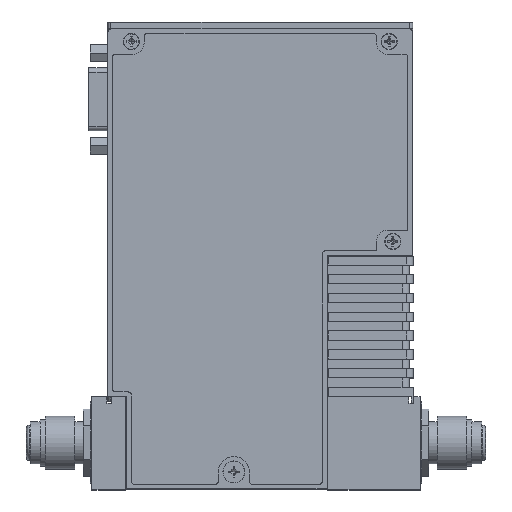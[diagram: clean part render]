
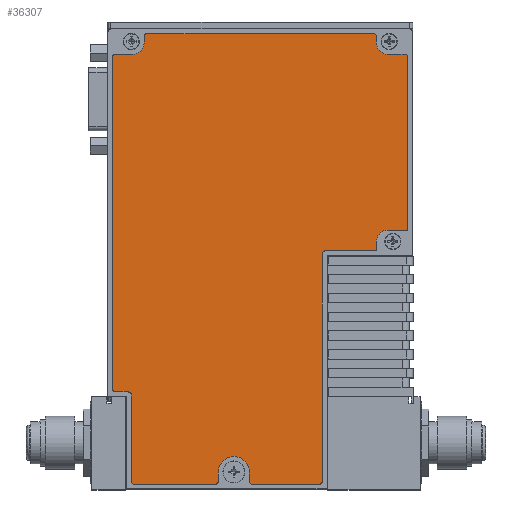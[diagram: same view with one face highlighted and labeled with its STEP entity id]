
A CAD part, top view. The second image highlights one B-rep face of the part: STEP entity #36307.
In plain terms, the highlighted planar face has unit normal (0, 0, 1).
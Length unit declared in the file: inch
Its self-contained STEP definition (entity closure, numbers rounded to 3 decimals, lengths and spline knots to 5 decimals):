
#35309=DIRECTION('',(1.,0.,0.));
#35310=VECTOR('',#35309,0.215);
#35311=CARTESIAN_POINT('',(2.925,2.7,0.004));
#35312=LINE('',#35311,#35310);
#35325=DIRECTION('',(0.,1.,0.));
#35326=VECTOR('',#35325,0.1);
#35327=CARTESIAN_POINT('',(2.805,2.48,0.004));
#35328=LINE('',#35327,#35326);
#35333=DIRECTION('',(1.,0.,0.));
#35334=VECTOR('',#35333,0.543);
#35335=CARTESIAN_POINT('',(2.262,2.48,0.004));
#35336=LINE('',#35335,#35334);
#35365=DIRECTION('',(0.,-1.,0.));
#35366=VECTOR('',#35365,0.1);
#35367=CARTESIAN_POINT('',(1.455,0.13,0.004));
#35368=LINE('',#35367,#35366);
#35437=DIRECTION('',(-1.,0.,0.));
#35438=VECTOR('',#35437,0.185);
#35439=CARTESIAN_POINT('',(0.215,4.57,0.004));
#35440=LINE('',#35439,#35438);
#35473=DIRECTION('',(0.,1.,0.));
#35474=VECTOR('',#35473,0.07);
#35475=CARTESIAN_POINT('',(2.805,4.69,0.004));
#35476=LINE('',#35475,#35474);
#35501=CARTESIAN_POINT('',(2.925,2.58,0.004));
#35502=DIRECTION('',(0.,0.,1.));
#35503=DIRECTION('',(0.,1.,0.));
#35504=AXIS2_PLACEMENT_3D('',#35501,#35502,#35503);
#35506=CARTESIAN_POINT('',(2.262,2.448,0.004));
#35507=DIRECTION('',(0.,0.,1.));
#35508=DIRECTION('',(0.,1.,0.));
#35509=AXIS2_PLACEMENT_3D('',#35506,#35507,#35508);
#35511=DIRECTION('',(0.,-1.,0.));
#35512=VECTOR('',#35511,2.418);
#35513=CARTESIAN_POINT('',(2.23,2.448,0.004));
#35514=LINE('',#35513,#35512);
#35515=CARTESIAN_POINT('',(2.2,0.03,0.004));
#35516=DIRECTION('',(0.,0.,-1.));
#35517=DIRECTION('',(1.,0.,0.));
#35518=AXIS2_PLACEMENT_3D('',#35515,#35516,#35517);
#35520=DIRECTION('',(-1.,0.,0.));
#35521=VECTOR('',#35520,0.715);
#35522=CARTESIAN_POINT('',(2.2,0.,0.004));
#35523=LINE('',#35522,#35521);
#35524=CARTESIAN_POINT('',(1.485,0.03,0.004));
#35525=DIRECTION('',(0.,0.,-1.));
#35526=DIRECTION('',(0.,-1.,0.));
#35527=AXIS2_PLACEMENT_3D('',#35524,#35525,#35526);
#35529=CARTESIAN_POINT('',(1.29,0.13,0.004));
#35530=DIRECTION('',(0.,0.,1.));
#35531=DIRECTION('',(1.,0.,0.));
#35532=AXIS2_PLACEMENT_3D('',#35529,#35530,#35531);
#35534=DIRECTION('',(0.,-1.,0.));
#35535=VECTOR('',#35534,0.1);
#35536=CARTESIAN_POINT('',(1.125,0.13,0.004));
#35537=LINE('',#35536,#35535);
#35538=CARTESIAN_POINT('',(1.095,0.03,0.004));
#35539=DIRECTION('',(0.,0.,-1.));
#35540=DIRECTION('',(1.,0.,0.));
#35541=AXIS2_PLACEMENT_3D('',#35538,#35539,#35540);
#35543=DIRECTION('',(-1.,0.,0.));
#35544=VECTOR('',#35543,0.865);
#35545=CARTESIAN_POINT('',(1.095,0.,0.004));
#35546=LINE('',#35545,#35544);
#35547=CARTESIAN_POINT('',(0.23,0.03,0.004));
#35548=DIRECTION('',(0.,0.,-1.));
#35549=DIRECTION('',(0.,-1.,0.));
#35550=AXIS2_PLACEMENT_3D('',#35547,#35548,#35549);
#35552=DIRECTION('',(0.,1.,0.));
#35553=VECTOR('',#35552,0.918);
#35554=CARTESIAN_POINT('',(0.2,0.03,0.004));
#35555=LINE('',#35554,#35553);
#35556=CARTESIAN_POINT('',(0.168,0.948,0.004));
#35557=DIRECTION('',(0.,0.,1.));
#35558=DIRECTION('',(1.,0.,0.));
#35559=AXIS2_PLACEMENT_3D('',#35556,#35557,#35558);
#35561=DIRECTION('',(-1.,0.,0.));
#35562=VECTOR('',#35561,0.138);
#35563=CARTESIAN_POINT('',(0.168,0.98,0.004));
#35564=LINE('',#35563,#35562);
#35565=CARTESIAN_POINT('',(0.03,1.01,0.004));
#35566=DIRECTION('',(0.,0.,-1.));
#35567=DIRECTION('',(0.,-1.,0.));
#35568=AXIS2_PLACEMENT_3D('',#35565,#35566,#35567);
#35570=DIRECTION('',(0.,1.,0.));
#35571=VECTOR('',#35570,3.53);
#35572=CARTESIAN_POINT('',(0.,1.01,0.004));
#35573=LINE('',#35572,#35571);
#35574=CARTESIAN_POINT('',(0.03,4.54,0.004));
#35575=DIRECTION('',(0.,0.,-1.));
#35576=DIRECTION('',(-1.,0.,0.));
#35577=AXIS2_PLACEMENT_3D('',#35574,#35575,#35576);
#35579=CARTESIAN_POINT('',(0.215,4.69,0.004));
#35580=DIRECTION('',(0.,0.,1.));
#35581=DIRECTION('',(0.,-1.,0.));
#35582=AXIS2_PLACEMENT_3D('',#35579,#35580,#35581);
#35584=DIRECTION('',(0.,1.,0.));
#35585=VECTOR('',#35584,0.07);
#35586=CARTESIAN_POINT('',(0.335,4.69,0.004));
#35587=LINE('',#35586,#35585);
#35588=CARTESIAN_POINT('',(0.365,4.76,0.004));
#35589=DIRECTION('',(0.,0.,-1.));
#35590=DIRECTION('',(-1.,0.,0.));
#35591=AXIS2_PLACEMENT_3D('',#35588,#35589,#35590);
#35593=DIRECTION('',(1.,0.,0.));
#35594=VECTOR('',#35593,2.41);
#35595=CARTESIAN_POINT('',(0.365,4.79,0.004));
#35596=LINE('',#35595,#35594);
#35597=CARTESIAN_POINT('',(2.775,4.76,0.004));
#35598=DIRECTION('',(0.,0.,-1.));
#35599=DIRECTION('',(0.,1.,0.));
#35600=AXIS2_PLACEMENT_3D('',#35597,#35598,#35599);
#35602=CARTESIAN_POINT('',(2.925,4.69,0.004));
#35603=DIRECTION('',(0.,0.,1.));
#35604=DIRECTION('',(-1.,0.,0.));
#35605=AXIS2_PLACEMENT_3D('',#35602,#35603,#35604);
#35607=DIRECTION('',(1.,0.,0.));
#35608=VECTOR('',#35607,0.185);
#35609=CARTESIAN_POINT('',(2.925,4.57,0.004));
#35610=LINE('',#35609,#35608);
#35611=CARTESIAN_POINT('',(3.11,4.54,0.004));
#35612=DIRECTION('',(0.,0.,-1.));
#35613=DIRECTION('',(0.,1.,0.));
#35614=AXIS2_PLACEMENT_3D('',#35611,#35612,#35613);
#35616=DIRECTION('',(0.,-1.,0.));
#35617=VECTOR('',#35616,1.84);
#35618=CARTESIAN_POINT('',(3.14,4.54,0.004));
#35619=LINE('',#35618,#35617);
#35684=CARTESIAN_POINT('',(2.925,2.7,0.004));
#35685=VERTEX_POINT('',#35684);
#35686=CARTESIAN_POINT('',(3.14,2.7,0.004));
#35687=VERTEX_POINT('',#35686);
#35688=CARTESIAN_POINT('',(2.805,2.58,0.004));
#35689=VERTEX_POINT('',#35688);
#35690=CARTESIAN_POINT('',(2.805,2.48,0.004));
#35691=VERTEX_POINT('',#35690);
#35692=CARTESIAN_POINT('',(2.262,2.48,0.004));
#35693=VERTEX_POINT('',#35692);
#35694=CARTESIAN_POINT('',(2.23,2.448,0.004));
#35695=VERTEX_POINT('',#35694);
#35696=CARTESIAN_POINT('',(2.23,0.03,0.004));
#35697=VERTEX_POINT('',#35696);
#35698=CARTESIAN_POINT('',(2.2,0.,0.004));
#35699=VERTEX_POINT('',#35698);
#35700=CARTESIAN_POINT('',(1.485,0.,0.004));
#35701=VERTEX_POINT('',#35700);
#35702=CARTESIAN_POINT('',(1.095,0.,0.004));
#35703=VERTEX_POINT('',#35702);
#35704=CARTESIAN_POINT('',(0.23,0.,0.004));
#35705=VERTEX_POINT('',#35704);
#35706=CARTESIAN_POINT('',(1.455,0.03,0.004));
#35707=VERTEX_POINT('',#35706);
#35708=CARTESIAN_POINT('',(1.455,0.13,0.004));
#35709=VERTEX_POINT('',#35708);
#35710=CARTESIAN_POINT('',(1.125,0.13,0.004));
#35711=VERTEX_POINT('',#35710);
#35712=CARTESIAN_POINT('',(1.125,0.03,0.004));
#35713=VERTEX_POINT('',#35712);
#35714=CARTESIAN_POINT('',(0.2,0.03,0.004));
#35715=VERTEX_POINT('',#35714);
#35716=CARTESIAN_POINT('',(0.2,0.948,0.004));
#35717=VERTEX_POINT('',#35716);
#35718=CARTESIAN_POINT('',(0.168,0.98,0.004));
#35719=VERTEX_POINT('',#35718);
#35720=CARTESIAN_POINT('',(0.03,0.98,0.004));
#35721=VERTEX_POINT('',#35720);
#35722=CARTESIAN_POINT('',(0.,1.01,0.004));
#35723=VERTEX_POINT('',#35722);
#35724=CARTESIAN_POINT('',(0.,4.54,0.004));
#35725=VERTEX_POINT('',#35724);
#35726=CARTESIAN_POINT('',(0.03,4.57,0.004));
#35727=VERTEX_POINT('',#35726);
#35728=CARTESIAN_POINT('',(0.215,4.57,0.004));
#35729=VERTEX_POINT('',#35728);
#35730=CARTESIAN_POINT('',(0.335,4.69,0.004));
#35731=VERTEX_POINT('',#35730);
#35732=CARTESIAN_POINT('',(0.335,4.76,0.004));
#35733=VERTEX_POINT('',#35732);
#35734=CARTESIAN_POINT('',(0.365,4.79,0.004));
#35735=VERTEX_POINT('',#35734);
#35736=CARTESIAN_POINT('',(2.775,4.79,0.004));
#35737=VERTEX_POINT('',#35736);
#35738=CARTESIAN_POINT('',(2.805,4.76,0.004));
#35739=VERTEX_POINT('',#35738);
#35740=CARTESIAN_POINT('',(2.805,4.69,0.004));
#35741=VERTEX_POINT('',#35740);
#35742=CARTESIAN_POINT('',(2.925,4.57,0.004));
#35743=VERTEX_POINT('',#35742);
#35744=CARTESIAN_POINT('',(3.11,4.57,0.004));
#35745=VERTEX_POINT('',#35744);
#35746=CARTESIAN_POINT('',(3.14,4.54,0.004));
#35747=VERTEX_POINT('',#35746);
#36268=CARTESIAN_POINT('',(0.,0.,0.004));
#36269=DIRECTION('',(0.,0.,1.));
#36270=DIRECTION('',(1.,0.,0.));
#36271=AXIS2_PLACEMENT_3D('',#36268,#36269,#36270);
#36272=PLANE('',#36271);
#36273=ORIENTED_EDGE('',*,*,#35828,.F.);
#36274=ORIENTED_EDGE('',*,*,#35843,.T.);
#36275=ORIENTED_EDGE('',*,*,#35857,.F.);
#36276=ORIENTED_EDGE('',*,*,#35872,.F.);
#36277=ORIENTED_EDGE('',*,*,#35884,.T.);
#36278=ORIENTED_EDGE('',*,*,#35900,.T.);
#36279=ORIENTED_EDGE('',*,*,#35912,.T.);
#36280=ORIENTED_EDGE('',*,*,#35928,.T.);
#36281=ORIENTED_EDGE('',*,*,#35940,.T.);
#36282=ORIENTED_EDGE('',*,*,#35956,.F.);
#36283=ORIENTED_EDGE('',*,*,#35969,.T.);
#36284=ORIENTED_EDGE('',*,*,#35982,.T.);
#36285=ORIENTED_EDGE('',*,*,#35998,.T.);
#36286=ORIENTED_EDGE('',*,*,#36012,.T.);
#36287=ORIENTED_EDGE('',*,*,#36024,.T.);
#36288=ORIENTED_EDGE('',*,*,#36038,.T.);
#36289=ORIENTED_EDGE('',*,*,#36054,.T.);
#36290=ORIENTED_EDGE('',*,*,#36068,.T.);
#36291=ORIENTED_EDGE('',*,*,#36080,.T.);
#36292=ORIENTED_EDGE('',*,*,#36094,.T.);
#36293=ORIENTED_EDGE('',*,*,#36108,.T.);
#36294=ORIENTED_EDGE('',*,*,#36124,.F.);
#36295=ORIENTED_EDGE('',*,*,#36137,.T.);
#36296=ORIENTED_EDGE('',*,*,#36150,.T.);
#36297=ORIENTED_EDGE('',*,*,#36166,.T.);
#36298=ORIENTED_EDGE('',*,*,#36180,.T.);
#36299=ORIENTED_EDGE('',*,*,#36192,.T.);
#36300=ORIENTED_EDGE('',*,*,#36208,.F.);
#36301=ORIENTED_EDGE('',*,*,#36221,.T.);
#36302=ORIENTED_EDGE('',*,*,#36234,.T.);
#36303=ORIENTED_EDGE('',*,*,#36250,.T.);
#36304=ORIENTED_EDGE('',*,*,#36261,.T.);
#36305=EDGE_LOOP('',(#36273,#36274,#36275,#36276,#36277,#36278,#36279,#36280,
#36281,#36282,#36283,#36284,#36285,#36286,#36287,#36288,#36289,#36290,#36291,
#36292,#36293,#36294,#36295,#36296,#36297,#36298,#36299,#36300,#36301,#36302,
#36303,#36304));
#36306=FACE_OUTER_BOUND('',#36305,.F.);
#36307=ADVANCED_FACE('',(#36306),#36272,.T.);
#35505=CIRCLE('',#35504,0.12);
#35510=CIRCLE('',#35509,0.032);
#35519=CIRCLE('',#35518,0.03);
#35528=CIRCLE('',#35527,0.03);
#35533=CIRCLE('',#35532,0.165);
#35542=CIRCLE('',#35541,0.03);
#35551=CIRCLE('',#35550,0.03);
#35560=CIRCLE('',#35559,0.032);
#35569=CIRCLE('',#35568,0.03);
#35578=CIRCLE('',#35577,0.03);
#35583=CIRCLE('',#35582,0.12);
#35592=CIRCLE('',#35591,0.03);
#35601=CIRCLE('',#35600,0.03);
#35606=CIRCLE('',#35605,0.12);
#35615=CIRCLE('',#35614,0.03);
#35828=EDGE_CURVE('',#35685,#35687,#35312,.T.);
#35843=EDGE_CURVE('',#35685,#35689,#35505,.T.);
#35857=EDGE_CURVE('',#35691,#35689,#35328,.T.);
#35872=EDGE_CURVE('',#35693,#35691,#35336,.T.);
#35884=EDGE_CURVE('',#35693,#35695,#35510,.T.);
#35900=EDGE_CURVE('',#35695,#35697,#35514,.T.);
#35912=EDGE_CURVE('',#35697,#35699,#35519,.T.);
#35928=EDGE_CURVE('',#35699,#35701,#35523,.T.);
#35940=EDGE_CURVE('',#35701,#35707,#35528,.T.);
#35956=EDGE_CURVE('',#35709,#35707,#35368,.T.);
#35969=EDGE_CURVE('',#35709,#35711,#35533,.T.);
#35982=EDGE_CURVE('',#35711,#35713,#35537,.T.);
#35998=EDGE_CURVE('',#35713,#35703,#35542,.T.);
#36012=EDGE_CURVE('',#35703,#35705,#35546,.T.);
#36024=EDGE_CURVE('',#35705,#35715,#35551,.T.);
#36038=EDGE_CURVE('',#35715,#35717,#35555,.T.);
#36054=EDGE_CURVE('',#35717,#35719,#35560,.T.);
#36068=EDGE_CURVE('',#35719,#35721,#35564,.T.);
#36080=EDGE_CURVE('',#35721,#35723,#35569,.T.);
#36094=EDGE_CURVE('',#35723,#35725,#35573,.T.);
#36108=EDGE_CURVE('',#35725,#35727,#35578,.T.);
#36124=EDGE_CURVE('',#35729,#35727,#35440,.T.);
#36137=EDGE_CURVE('',#35729,#35731,#35583,.T.);
#36150=EDGE_CURVE('',#35731,#35733,#35587,.T.);
#36166=EDGE_CURVE('',#35733,#35735,#35592,.T.);
#36180=EDGE_CURVE('',#35735,#35737,#35596,.T.);
#36192=EDGE_CURVE('',#35737,#35739,#35601,.T.);
#36208=EDGE_CURVE('',#35741,#35739,#35476,.T.);
#36221=EDGE_CURVE('',#35741,#35743,#35606,.T.);
#36234=EDGE_CURVE('',#35743,#35745,#35610,.T.);
#36250=EDGE_CURVE('',#35745,#35747,#35615,.T.);
#36261=EDGE_CURVE('',#35747,#35687,#35619,.T.);
